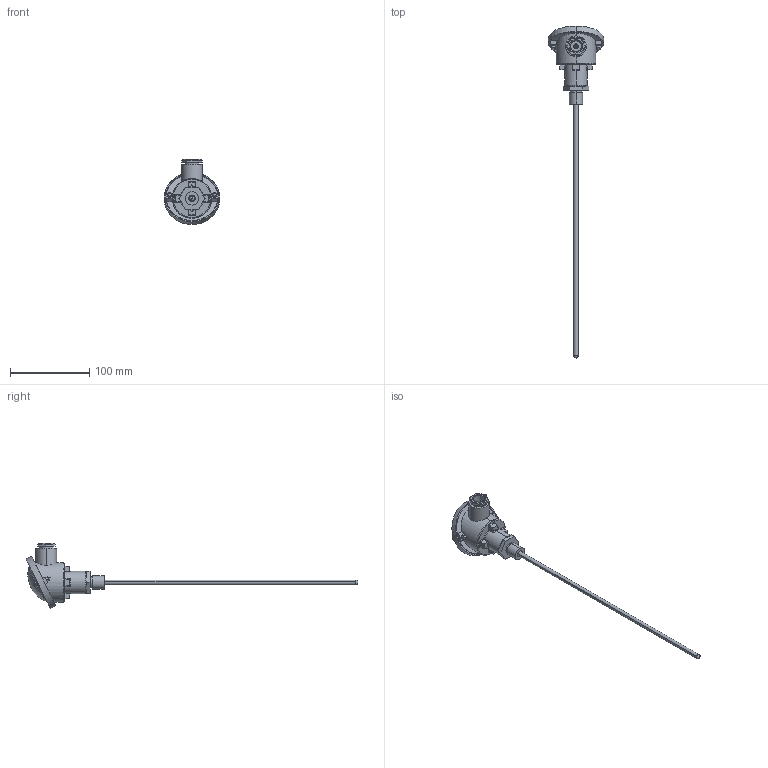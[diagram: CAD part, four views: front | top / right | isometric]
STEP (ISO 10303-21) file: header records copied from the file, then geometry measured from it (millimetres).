
FILE_DESCRIPTION (( 'STEP AP214' ), '1' );
FILE_NAME ('16-0001-BAG38.STEP', '2024-06-11T05:50:35', ( '' ), ( '' ), 'SwSTEP 2.0', 'SolidWorks 2022', '' );
FILE_SCHEMA (( 'AUTOMOTIVE_DESIGN' ));
Length unit declared in the file: millimetre
Products named in the file (18): Schraube_M5_Kopf; MTE_6_Duplex; Kopfeinsatz_Quetschring; Anschlusskopf_Form_B_kompl; Anschlusskopf_Form_B_D15_Form B G12; CER-Terminal_B_Body; Terminal_B; 16-0001-BAG38; Scheibe_M5_Kopf; Anschlusskopf_BA_Deckel; Kabelverschaubung_M20x15_Gummi; Kopfeinsatz_Mutter; Form_B_Deckel; slotted cheese head screw_din_DIN EN ISO 1207 - M4 x 16 - 16N; 25-0100-G38-01; Anschlusskopf_B_Deckel_Gummi; Terminal_Lock; Anschlusskopf_Form_B - D15
Assembly tree (23 placements, depth 5):
  16-0001-BAG38
    Anschlusskopf_Form_B_kompl
      Anschlusskopf_Form_B - D15
        Anschlusskopf_Form_B_D15_Form B G12
        Form_B_Deckel
          Anschlusskopf_BA_Deckel
          Anschlusskopf_B_Deckel_Gummi
          Schraube_M5_Kopf  x2
          Scheibe_M5_Kopf  x2
        Kabelverschaubung_M20x15_Gummi
        Kopfeinsatz_Quetschring
        Kopfeinsatz_Mutter
      Terminal_B
        CER-Terminal_B_Body
        Terminal_Lock  x4
      slotted cheese head screw_din_DIN EN ISO 1207 - M4 x 16 - 16N  x2
    MTE_6_Duplex
    25-0100-G38-01
Bounding box: 69.5 x 417.84 x 81.83 mm (x, y, z)
Volume: 85394.9 mm3; surface area: 80047 mm2
Topology: 25 solids, 25 shells, 430 faces, 1013 edges, 637 vertices
Faces by surface type: cylinder 178, plane 173, cone 30, torus 25, sphere 16, bspline 8
Entity records: 12221 total; most frequent: CARTESIAN_POINT 2787, DIRECTION 1899, ORIENTED_EDGE 1650, EDGE_CURVE 825, AXIS2_PLACEMENT_3D 768, VERTEX_POINT 528, EDGE_LOOP 417, CIRCLE 392
